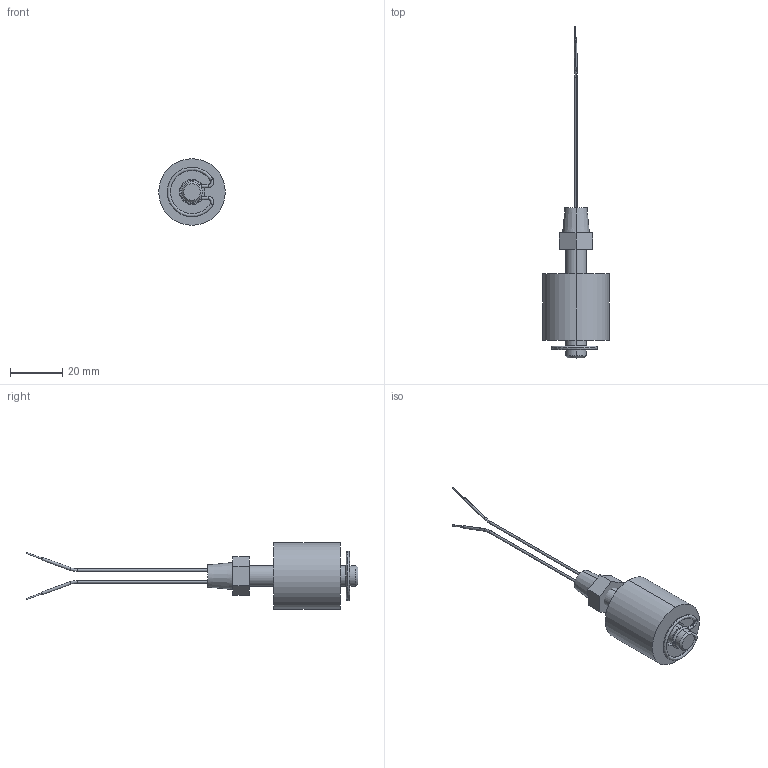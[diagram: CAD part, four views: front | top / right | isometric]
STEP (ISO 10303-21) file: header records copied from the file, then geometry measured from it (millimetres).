
FILE_DESCRIPTION (( 'STEP AP214' ), '1' );
FILE_NAME ('FLS-VM-300.STEP', '2014-01-31T18:43:02', ( '' ), ( '' ), 'SwSTEP 2.0', 'SolidWorks 2013', '' );
FILE_SCHEMA (( 'AUTOMOTIVE_DESIGN' ));
Length unit declared in the file: inch
Products named in the file (1): FLS-VM-300
Bounding box: 25.4 x 126.6 x 25.4 mm (x, y, z)
Volume: 15086.2 mm3; surface area: 6644.3 mm2
Topology: 6 solids, 6 shells, 71 faces, 144 edges, 90 vertices
Faces by surface type: plane 23, cylinder 22, bspline 18, cone 4, torus 4
Entity records: 2213 total; most frequent: CARTESIAN_POINT 612, DIRECTION 340, ORIENTED_EDGE 288, AXIS2_PLACEMENT_3D 146, EDGE_CURVE 144, CIRCLE 92, VERTEX_POINT 90, EDGE_LOOP 78
